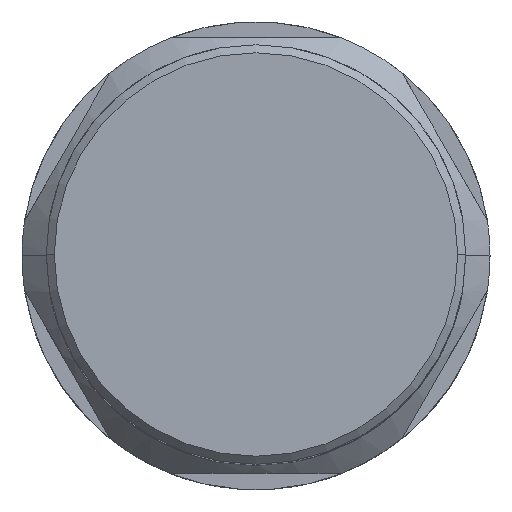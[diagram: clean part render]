
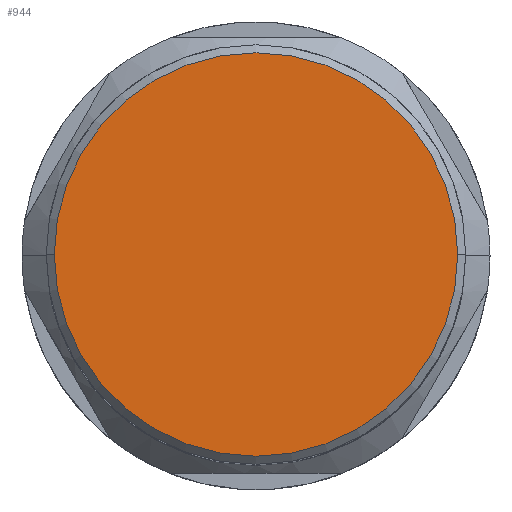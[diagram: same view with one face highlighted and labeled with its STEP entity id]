
A CAD part, top view. The second image highlights one B-rep face of the part: STEP entity #944.
In plain terms, the highlighted planar face has unit normal (0, 0, 1).
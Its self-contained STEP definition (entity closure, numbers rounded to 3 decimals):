
#944=ADVANCED_FACE('28',(#1313),#1175,.T.);
#1175=PLANE('',#7057);
#1313=FACE_OUTER_BOUND('',#3889,.T.);
#1615=ORIENTED_EDGE('',*,*,#2811,.T.);
#1616=ORIENTED_EDGE('',*,*,#2812,.T.);
#2811=EDGE_CURVE('585',#3542,#3543,#3358,.T.);
#2812=EDGE_CURVE('586',#3543,#3542,#3359,.T.);
#3358=CIRCLE('',#7055,12.5);
#3359=CIRCLE('',#7056,12.5);
#3542=VERTEX_POINT('85',#4333);
#3543=VERTEX_POINT('392',#4334);
#3889=EDGE_LOOP('',(#1615,#1616));
#4333=CARTESIAN_POINT('',(12.5,0.,66.));
#4334=CARTESIAN_POINT('',(-12.5,0.,66.));
#4335=CARTESIAN_POINT('',(0.,0.,66.));
#4336=CARTESIAN_POINT('',(0.,0.,66.));
#4337=CARTESIAN_POINT('',(13.,-13.,66.));
#6112=DIRECTION('',(1.,0.,0.));
#6113=DIRECTION('',(0.,0.,1.));
#6114=DIRECTION('',(-1.,0.,0.));
#6115=DIRECTION('',(0.,0.,1.));
#6116=DIRECTION('',(0.,1.,0.));
#6117=DIRECTION('',(0.,0.,1.));
#7055=AXIS2_PLACEMENT_3D('',#4335,#6113,#6112);
#7056=AXIS2_PLACEMENT_3D('',#4336,#6115,#6114);
#7057=AXIS2_PLACEMENT_3D('',#4337,#6117,#6116);
